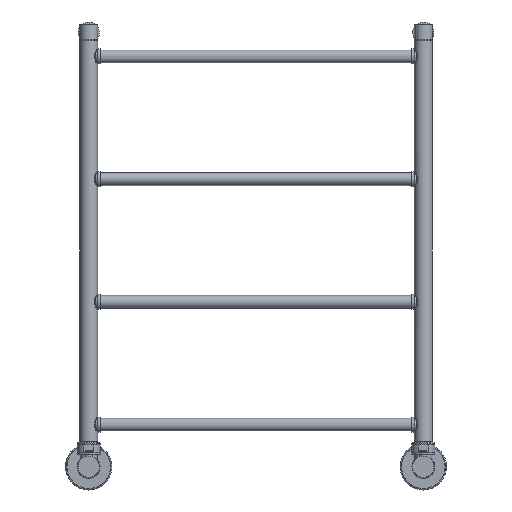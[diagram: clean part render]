
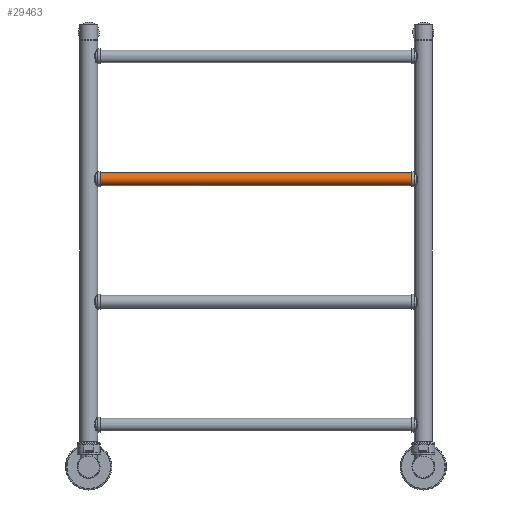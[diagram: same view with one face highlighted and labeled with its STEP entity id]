
A CAD part, top view. The second image highlights one B-rep face of the part: STEP entity #29463.
In plain terms, the highlighted cylindrical face has radius 9 mm (diameter 18 mm), a partial arc.
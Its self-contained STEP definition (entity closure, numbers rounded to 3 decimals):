
#29340=CARTESIAN_POINT('Axis2P3D Location',(-221.5,86.167,0.)) ;
#29344=CARTESIAN_POINT('Vertex',(-221.5,95.167,0.)) ;
#29346=CARTESIAN_POINT('Vertex',(-221.5,77.167,0.)) ;
#29377=CARTESIAN_POINT('Axis2P3D Location',(-221.5,86.167,0.)) ;
#29382=CARTESIAN_POINT('Line Origine',(-221.5,77.167,0.)) ;
#29386=CARTESIAN_POINT('Vertex',(-215.85,77.167,0.)) ;
#29388=CARTESIAN_POINT('Vertex',(214.85,77.167,0.)) ;
#29392=CARTESIAN_POINT('Control Point',(214.85,77.167,0.)) ;
#29393=CARTESIAN_POINT('Control Point',(214.85,77.167,0.25)) ;
#29394=CARTESIAN_POINT('Control Point',(214.897,77.176,0.498)) ;
#29395=CARTESIAN_POINT('Control Point',(214.992,77.193,0.739)) ;
#29396=CARTESIAN_POINT('Control Point',(215.268,77.238,1.168)) ;
#29397=CARTESIAN_POINT('Control Point',(215.683,77.286,1.467)) ;
#29398=CARTESIAN_POINT('Control Point',(215.916,77.305,1.574)) ;
#29399=CARTESIAN_POINT('Control Point',(216.411,77.328,1.695)) ;
#29400=CARTESIAN_POINT('Control Point',(216.914,77.315,1.627)) ;
#29401=CARTESIAN_POINT('Control Point',(217.157,77.3,1.545)) ;
#29402=CARTESIAN_POINT('Control Point',(217.632,77.253,1.274)) ;
#29403=CARTESIAN_POINT('Control Point',(217.965,77.201,0.838)) ;
#29404=CARTESIAN_POINT('Control Point',(218.089,77.178,0.568)) ;
#29405=CARTESIAN_POINT('Control Point',(218.15,77.167,0.285)) ;
#29406=CARTESIAN_POINT('Control Point',(218.15,77.167,0.)) ;
#29407=CARTESIAN_POINT('Vertex',(218.15,77.167,0.)) ;
#29410=CARTESIAN_POINT('Line Origine',(-221.5,77.167,0.)) ;
#29414=CARTESIAN_POINT('Vertex',(220.5,77.167,0.)) ;
#29417=CARTESIAN_POINT('Axis2P3D Location',(220.5,86.167,0.)) ;
#29421=CARTESIAN_POINT('Vertex',(220.5,95.167,0.)) ;
#29424=CARTESIAN_POINT('Line Origine',(-221.5,95.167,0.)) ;
#29429=CARTESIAN_POINT('Line Origine',(-221.5,77.167,0.)) ;
#29433=CARTESIAN_POINT('Vertex',(-219.15,77.167,0.)) ;
#29437=CARTESIAN_POINT('Control Point',(-219.15,77.167,0.)) ;
#29438=CARTESIAN_POINT('Control Point',(-219.15,77.167,0.25)) ;
#29439=CARTESIAN_POINT('Control Point',(-219.103,77.176,0.498)) ;
#29440=CARTESIAN_POINT('Control Point',(-219.008,77.193,0.739)) ;
#29441=CARTESIAN_POINT('Control Point',(-218.732,77.238,1.168)) ;
#29442=CARTESIAN_POINT('Control Point',(-218.317,77.286,1.467)) ;
#29443=CARTESIAN_POINT('Control Point',(-218.084,77.305,1.574)) ;
#29444=CARTESIAN_POINT('Control Point',(-217.651,77.325,1.68)) ;
#29445=CARTESIAN_POINT('Control Point',(-217.212,77.318,1.641)) ;
#29446=CARTESIAN_POINT('Control Point',(-217.027,77.31,1.598)) ;
#29447=CARTESIAN_POINT('Control Point',(-216.523,77.274,1.4)) ;
#29448=CARTESIAN_POINT('Control Point',(-216.125,77.218,1.012)) ;
#29449=CARTESIAN_POINT('Control Point',(-215.941,77.184,0.692)) ;
#29450=CARTESIAN_POINT('Control Point',(-215.85,77.167,0.347)) ;
#29451=CARTESIAN_POINT('Control Point',(-215.85,77.167,0.)) ;
#29384=VECTOR('Line Direction',#29383,1.) ;
#29412=VECTOR('Line Direction',#29411,1.) ;
#29426=VECTOR('Line Direction',#29425,1.) ;
#29431=VECTOR('Line Direction',#29430,1.) ;
#29341=DIRECTION('Axis2P3D Direction',(1.,0.,0.)) ;
#29378=DIRECTION('Axis2P3D Direction',(1.,0.,0.)) ;
#29379=DIRECTION('Axis2P3D XDirection',(0.,-1.,0.)) ;
#29383=DIRECTION('Vector Direction',(1.,0.,0.)) ;
#29411=DIRECTION('Vector Direction',(1.,0.,0.)) ;
#29418=DIRECTION('Axis2P3D Direction',(1.,0.,0.)) ;
#29425=DIRECTION('Vector Direction',(1.,0.,0.)) ;
#29430=DIRECTION('Vector Direction',(1.,0.,0.)) ;
#29342=AXIS2_PLACEMENT_3D('Circle Axis2P3D',#29340,#29341,$) ;
#29380=AXIS2_PLACEMENT_3D('Cylinder Axis2P3D',#29377,#29378,#29379) ;
#29419=AXIS2_PLACEMENT_3D('Circle Axis2P3D',#29417,#29418,$) ;
#29385=LINE('Line',#29382,#29384) ;
#29413=LINE('Line',#29410,#29412) ;
#29427=LINE('Line',#29424,#29426) ;
#29432=LINE('Line',#29429,#29431) ;
#29343=CIRCLE('generated circle',#29342,9.) ;
#29420=CIRCLE('generated circle',#29419,9.) ;
#29381=CYLINDRICAL_SURFACE('generated cylinder',#29380,9.) ;
#29348=EDGE_CURVE('',#29345,#29347,#29343,.T.) ;
#29390=EDGE_CURVE('',#29387,#29389,#29385,.T.) ;
#29409=EDGE_CURVE('',#29389,#29408,#29391,.T.) ;
#29416=EDGE_CURVE('',#29408,#29415,#29413,.T.) ;
#29423=EDGE_CURVE('',#29422,#29415,#29420,.T.) ;
#29428=EDGE_CURVE('',#29345,#29422,#29427,.T.) ;
#29435=EDGE_CURVE('',#29347,#29434,#29432,.T.) ;
#29452=EDGE_CURVE('',#29434,#29387,#29436,.T.) ;
#29454=ORIENTED_EDGE('',*,*,#29390,.T.) ;
#29455=ORIENTED_EDGE('',*,*,#29409,.T.) ;
#29456=ORIENTED_EDGE('',*,*,#29416,.T.) ;
#29457=ORIENTED_EDGE('',*,*,#29423,.F.) ;
#29458=ORIENTED_EDGE('',*,*,#29428,.F.) ;
#29459=ORIENTED_EDGE('',*,*,#29348,.T.) ;
#29460=ORIENTED_EDGE('',*,*,#29435,.T.) ;
#29461=ORIENTED_EDGE('',*,*,#29452,.T.) ;
#29453=EDGE_LOOP('',(#29454,#29455,#29456,#29457,#29458,#29459,#29460,#29461)) ;
#29345=VERTEX_POINT('',#29344) ;
#29347=VERTEX_POINT('',#29346) ;
#29387=VERTEX_POINT('',#29386) ;
#29389=VERTEX_POINT('',#29388) ;
#29408=VERTEX_POINT('',#29407) ;
#29415=VERTEX_POINT('',#29414) ;
#29422=VERTEX_POINT('',#29421) ;
#29434=VERTEX_POINT('',#29433) ;
#29463=ADVANCED_FACE('30\\MANIFOLD_SOLID_BREP #21412',(#29462),#29381,.T.) ;
#29391=B_SPLINE_CURVE_WITH_KNOTS('',5,(#29392,#29393,#29394,#29395,#29396,#29397,#29398,#29399,#29400,#29401,#29402,#29403,#29404,#29405,#29406),.UNSPECIFIED.,.F.,.U.,(6,3,3,3,6),(0.,1.775,3.55,5.324,7.346),.UNSPECIFIED.) ;
#29436=B_SPLINE_CURVE_WITH_KNOTS('',5,(#29437,#29438,#29439,#29440,#29441,#29442,#29443,#29444,#29445,#29446,#29447,#29448,#29449,#29450,#29451),.UNSPECIFIED.,.F.,.U.,(6,3,3,3,6),(0.,1.775,3.55,4.879,7.346),.UNSPECIFIED.) ;
#29462=FACE_OUTER_BOUND('',#29453,.T.) ;
